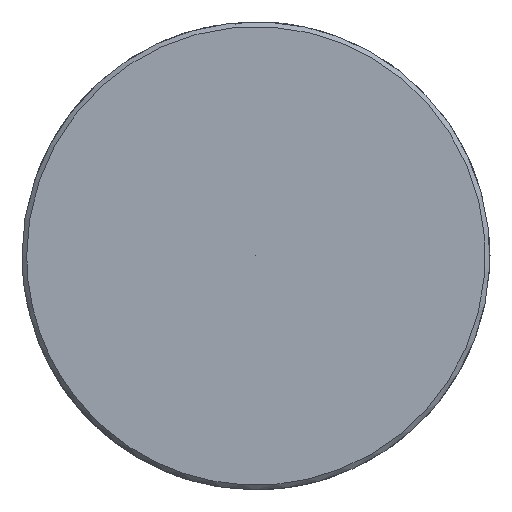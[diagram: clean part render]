
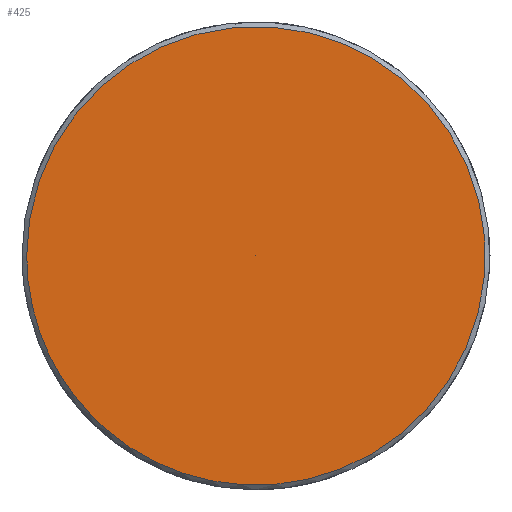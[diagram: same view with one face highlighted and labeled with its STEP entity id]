
A CAD part, left-side view. The second image highlights one B-rep face of the part: STEP entity #425.
In plain terms, the highlighted free-form (B-spline) face has degree [5, 1] with [6, 2] control points.
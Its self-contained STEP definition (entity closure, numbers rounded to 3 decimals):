
#353 = CARTESIAN_POINT ('', (-127., 12.25, 0.));
#354 = VERTEX_POINT ('', #353);
#362 = CARTESIAN_POINT ('', (-127., 12.25, 0.));
#363 = CARTESIAN_POINT ('', (-127., 12.25, 49.));
#364 = CARTESIAN_POINT ('', (-127., -36.75, 24.5));
#365 = CARTESIAN_POINT ('', (-127., -36.75, -24.5));
#366 = CARTESIAN_POINT ('', (-127., 12.25, -49.));
#367 = CARTESIAN_POINT ('', (-127., 12.25, 0.));
#368 = (
   BOUNDED_CURVE ()
   B_SPLINE_CURVE (5, (#362, #363, #364, #365, #366, #367), .UNSPECIFIED., .T., .U.)
   B_SPLINE_CURVE_WITH_KNOTS ((6, 6), (0., 1.), .UNSPECIFIED.)
   CURVE ()
   GEOMETRIC_REPRESENTATION_ITEM ()
   RATIONAL_B_SPLINE_CURVE ((5., 1., 1., 1., 1., 5.))
   REPRESENTATION_ITEM ('')
);
#369 = EDGE_CURVE ('', #354, #354, #368, .T.);
#401 = CARTESIAN_POINT ('', (-127., 0., 0.));
#402 = VERTEX_POINT ('', #401);
#403 = CARTESIAN_POINT ('', (-127., 0., 0.));
#404 = CARTESIAN_POINT ('', (-127., 12.25, 0.));
#405 = B_SPLINE_CURVE_WITH_KNOTS ('', 1, (#403, #404), .UNSPECIFIED., .F., .U., (2, 2), (0., 1.), .UNSPECIFIED.);
#406 = EDGE_CURVE ('', #402, #354, #405, .T.);
#407 = ORIENTED_EDGE ('', *, *, #406, .F.);
#408 = ORIENTED_EDGE ('', *, *, #406, .T.);
#409 = ORIENTED_EDGE ('', *, *, #369, .F.);
#410 = EDGE_LOOP ('', (#407, #408, #409));
#411 = FACE_OUTER_BOUND ('', #410, .T.);
#412 = CARTESIAN_POINT ('', (-127., 0., 0.));
#413 = CARTESIAN_POINT ('', (-127., 12.25, 0.));
#414 = CARTESIAN_POINT ('', (-127., 0., 0.));
#415 = CARTESIAN_POINT ('', (-127., 12.25, 49.));
#416 = CARTESIAN_POINT ('', (-127., 0., 0.));
#417 = CARTESIAN_POINT ('', (-127., -36.75, 24.5));
#418 = CARTESIAN_POINT ('', (-127., 0., 0.));
#419 = CARTESIAN_POINT ('', (-127., -36.75, -24.5));
#420 = CARTESIAN_POINT ('', (-127., 0., 0.));
#421 = CARTESIAN_POINT ('', (-127., 12.25, -49.));
#422 = CARTESIAN_POINT ('', (-127., 0., 0.));
#423 = CARTESIAN_POINT ('', (-127., 12.25, 0.));
#424 = (
   BOUNDED_SURFACE ()
   B_SPLINE_SURFACE (5, 1, ((#412, #413), (#414, #415), (#416, #417), (#418, #419), (#420, #421), (#422, #423)), .UNSPECIFIED., .T., .F., .U.)
   B_SPLINE_SURFACE_WITH_KNOTS ((6, 6), (2, 2), (0., 1.), (0., 1.), .UNSPECIFIED.)
   SURFACE ()
   GEOMETRIC_REPRESENTATION_ITEM ()
   RATIONAL_B_SPLINE_SURFACE (((5., 5.), (1., 1.), (1., 1.), (1., 1.), (1., 1.), (5., 5.)))
   REPRESENTATION_ITEM ('')
);
#425 = ADVANCED_FACE ('', (#411), #424, .T.);
